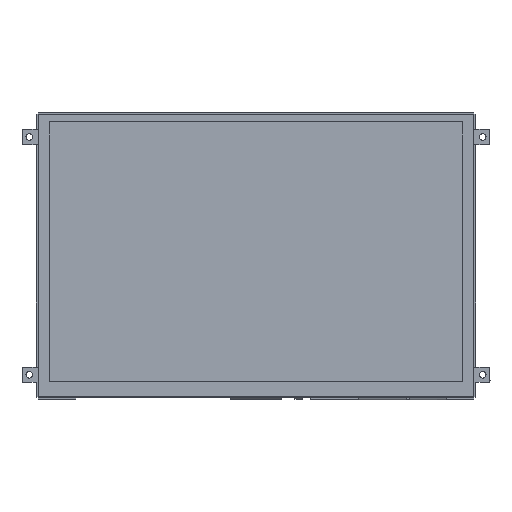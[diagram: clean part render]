
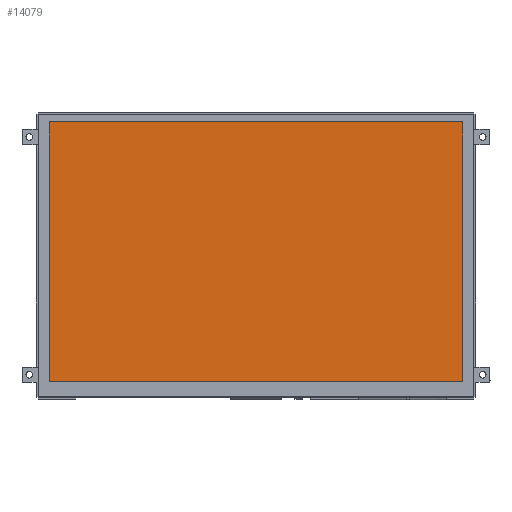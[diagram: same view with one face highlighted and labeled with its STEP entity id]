
A CAD part, top view. The second image highlights one B-rep face of the part: STEP entity #14079.
In plain terms, the highlighted planar face has unit normal (0, 0, 1).
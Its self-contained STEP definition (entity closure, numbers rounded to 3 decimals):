
#1324=FACE_OUTER_BOUND('',#1983,.T.);
#1983=EDGE_LOOP('',(#10176,#10177,#10178,#10179));
#2690=LINE('',#19757,#4492);
#2694=LINE('',#19765,#4496);
#2697=LINE('',#19771,#4499);
#2700=LINE('',#19776,#4502);
#4492=VECTOR('',#16061,10.);
#4496=VECTOR('',#16067,10.);
#4499=VECTOR('',#16072,10.);
#4502=VECTOR('',#16077,10.);
#6282=VERTEX_POINT('',#19755);
#6283=VERTEX_POINT('',#19756);
#6286=VERTEX_POINT('',#19764);
#6288=VERTEX_POINT('',#19770);
#7964=EDGE_CURVE('',#6282,#6283,#2690,.T.);
#7968=EDGE_CURVE('',#6286,#6282,#2694,.T.);
#7971=EDGE_CURVE('',#6288,#6286,#2697,.T.);
#7974=EDGE_CURVE('',#6283,#6288,#2700,.T.);
#10176=ORIENTED_EDGE('',*,*,#7974,.F.);
#10177=ORIENTED_EDGE('',*,*,#7964,.F.);
#10178=ORIENTED_EDGE('',*,*,#7968,.F.);
#10179=ORIENTED_EDGE('',*,*,#7971,.F.);
#13539=PLANE('',#15012);
#14079=ADVANCED_FACE('',(#1324),#13539,.T.);
#15012=AXIS2_PLACEMENT_3D('',#19779,#16081,#16082);
#16061=DIRECTION('',(0.,1.,0.));
#16067=DIRECTION('',(-1.,0.,0.));
#16072=DIRECTION('',(0.,-1.,0.));
#16077=DIRECTION('',(1.,0.,0.));
#16081=DIRECTION('center_axis',(0.,0.,1.));
#16082=DIRECTION('ref_axis',(1.,0.,0.));
#19755=CARTESIAN_POINT('',(32.395,26.505,1.1));
#19756=CARTESIAN_POINT('',(32.395,163.105,1.1));
#19757=CARTESIAN_POINT('',(32.395,26.505,1.1));
#19764=CARTESIAN_POINT('',(250.355,26.505,1.1));
#19765=CARTESIAN_POINT('',(250.355,26.505,1.1));
#19770=CARTESIAN_POINT('',(250.355,163.105,1.1));
#19771=CARTESIAN_POINT('',(250.355,163.105,1.1));
#19776=CARTESIAN_POINT('',(32.395,163.105,1.1));
#19779=CARTESIAN_POINT('Origin',(141.375,94.805,1.1));
